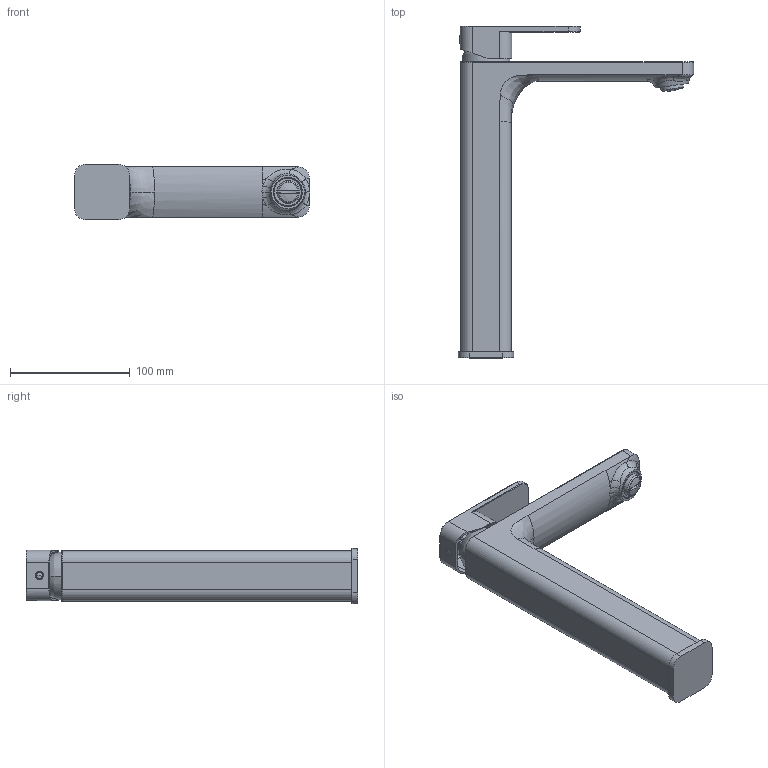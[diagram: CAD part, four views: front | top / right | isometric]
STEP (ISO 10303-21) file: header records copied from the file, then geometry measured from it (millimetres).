
FILE_DESCRIPTION((''),'2;1');
FILE_NAME('1A2018CP_ASM_ASM','2023-06-16T',('Administrator'),(''),'PRO/ENGINEER BY PARAMETRIC TECHNOLOGY CORPORATION, 2010280','PRO/ENGINEER BY PARAMETRIC TECHNOLOGY CORPORATION, 2010280','');
FILE_SCHEMA(('CONFIG_CONTROL_DESIGN'));
Length unit declared in the file: millimetre
Products named in the file (10): 2A2018-11CP_17; 3ZS1004_2; 2A1018-21CP_22; 2A1018-31CP_8; 3LS1001_2; 3ZS1006_2; 3WZ1004NT_4; 3LS1006_2; 1A2018CP_ASM_5_ASM; 1A2018CP_ASM_ASM
Assembly tree (10 placements, depth 3):
  1A2018CP_ASM_ASM
    1A2018CP_ASM_5_ASM
      2A2018-11CP_17
      3ZS1004_2
      2A1018-21CP_22
      2A1018-31CP_8
      3LS1001_2
      3ZS1006_2
      3WZ1004NT_4
      3LS1006_2  x2
Bounding box: 196.15 x 276.89 x 46 mm (x, y, z)
Volume: 447867.3 mm3; surface area: 132483 mm2
Topology: 9 solids, 15 shells, 570 faces, 1493 edges, 960 vertices
Faces by surface type: plane 223, cylinder 172, bspline 116, cone 31, torus 20, sphere 4, extrusion 4
Entity records: 32266 total; most frequent: CARTESIAN_POINT 20220, ORIENTED_EDGE 2714, DIRECTION 2071, EDGE_CURVE 1357, VERTEX_POINT 882, AXIS2_PLACEMENT_3D 723, VECTOR 625, LINE 623
